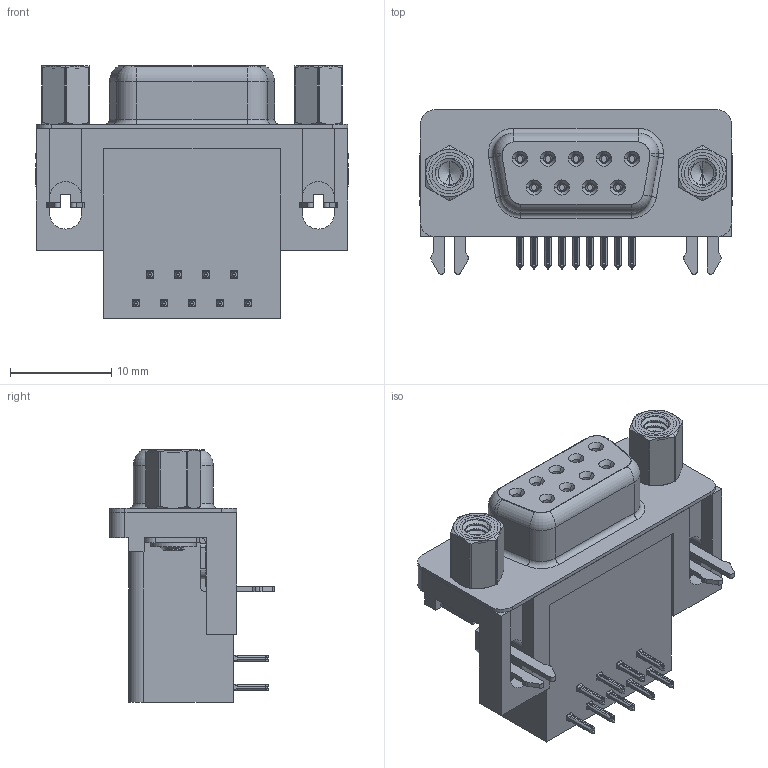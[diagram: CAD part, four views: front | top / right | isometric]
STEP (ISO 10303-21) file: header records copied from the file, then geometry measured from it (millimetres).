
FILE_DESCRIPTION (( 'STEP AP203' ), '1' );
FILE_NAME ('626-009-262-533.STEP', '2018-11-06T22:26:31', ( '' ), ( '' ), 'SwSTEP 2.0', 'SolidWorks 2016', '' );
FILE_SCHEMA (( 'CONFIG_CONTROL_DESIGN' ));
Length unit declared in the file: millimetre
Products named in the file (8): 626 Contact Top; 626 2 Prong Board Lock; 626 Round Threaded Standoff; 626 4-40 Hex Standoff 5; 626-009-262-533; 626 Housing_9 Socket; 626 Shell_9 Socket; 626 Contact Bottom
Assembly tree (17 placements, depth 2):
  626-009-262-533
    626 Housing_9 Socket
    626 Shell_9 Socket
    626 Contact Bottom  x4
    626 Contact Top  x5
    626 2 Prong Board Lock  x2
    626 Round Threaded Standoff  x2
    626 4-40 Hex Standoff 5  x2
Bounding box: 30.89 x 16.25 x 24.96 mm (x, y, z)
Volume: 5270 mm3; surface area: 6478.7 mm2
Topology: 17 solids, 17 shells, 1732 faces, 4592 edges, 2904 vertices
Faces by surface type: plane 730, cylinder 504, bspline 336, cone 140, torus 22
Entity records: 29370 total; most frequent: CARTESIAN_POINT 12113, ORIENTED_EDGE 3594, DIRECTION 3019, EDGE_CURVE 1797, VERTEX_POINT 1149, VECTOR 1017, LINE 1017, AXIS2_PLACEMENT_3D 1001
